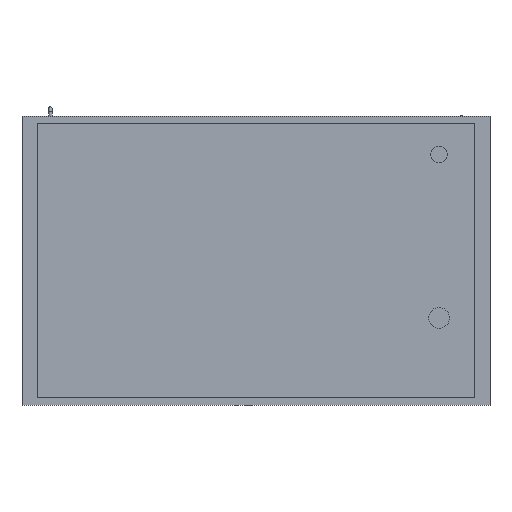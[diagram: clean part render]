
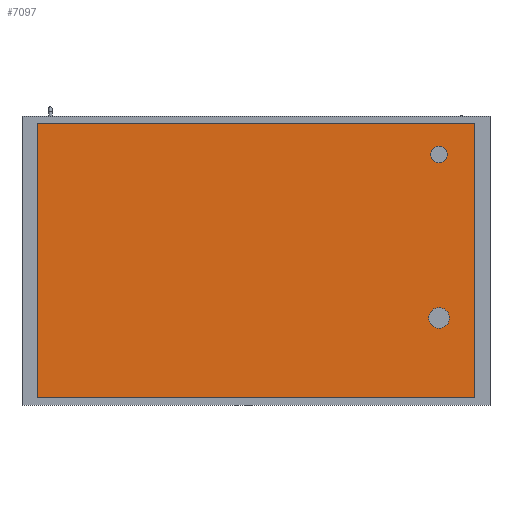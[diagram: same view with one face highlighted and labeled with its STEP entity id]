
A CAD part, front view. The second image highlights one B-rep face of the part: STEP entity #7097.
In plain terms, the highlighted planar face has unit normal (0, -1, 0).
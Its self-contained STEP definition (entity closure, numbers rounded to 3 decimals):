
#59=FACE_BOUND('',#735,.T.);
#60=FACE_BOUND('',#736,.T.);
#77=CIRCLE('',#7576,20.);
#79=CIRCLE('',#7580,25.);
#305=FACE_OUTER_BOUND('',#734,.T.);
#734=EDGE_LOOP('',(#4743,#4744,#4745,#4746));
#735=EDGE_LOOP('',(#4747));
#736=EDGE_LOOP('',(#4748));
#1187=LINE('',#10179,#2091);
#1190=LINE('',#10185,#2094);
#1193=LINE('',#10191,#2097);
#1196=LINE('',#10195,#2100);
#2091=VECTOR('',#8182,10.);
#2094=VECTOR('',#8187,10.);
#2097=VECTOR('',#8192,10.);
#2100=VECTOR('',#8197,10.);
#2976=VERTEX_POINT('',#10136);
#2978=VERTEX_POINT('',#10143);
#2989=VERTEX_POINT('',#10176);
#2990=VERTEX_POINT('',#10178);
#2992=VERTEX_POINT('',#10184);
#2994=VERTEX_POINT('',#10190);
#3659=EDGE_CURVE('',#2976,#2976,#77,.T.);
#3662=EDGE_CURVE('',#2978,#2978,#79,.T.);
#3677=EDGE_CURVE('',#2990,#2989,#1187,.T.);
#3680=EDGE_CURVE('',#2992,#2990,#1190,.T.);
#3683=EDGE_CURVE('',#2994,#2992,#1193,.T.);
#3686=EDGE_CURVE('',#2989,#2994,#1196,.T.);
#4743=ORIENTED_EDGE('',*,*,#3686,.T.);
#4744=ORIENTED_EDGE('',*,*,#3683,.T.);
#4745=ORIENTED_EDGE('',*,*,#3680,.T.);
#4746=ORIENTED_EDGE('',*,*,#3677,.T.);
#4747=ORIENTED_EDGE('',*,*,#3659,.T.);
#4748=ORIENTED_EDGE('',*,*,#3662,.T.);
#6723=PLANE('',#7592);
#7097=ADVANCED_FACE('',(#305,#59,#60),#6723,.T.);
#7576=AXIS2_PLACEMENT_3D('',#10138,#8143,#8144);
#7580=AXIS2_PLACEMENT_3D('',#10145,#8152,#8153);
#7592=AXIS2_PLACEMENT_3D('',#10197,#8200,#8201);
#8143=DIRECTION('center_axis',(0.,1.,0.));
#8144=DIRECTION('ref_axis',(1.,0.,0.));
#8152=DIRECTION('center_axis',(0.,1.,0.));
#8153=DIRECTION('ref_axis',(1.,0.,0.));
#8182=DIRECTION('',(-1.,0.,0.));
#8187=DIRECTION('',(0.,0.,1.));
#8192=DIRECTION('',(1.,0.,0.));
#8197=DIRECTION('',(0.,0.,-1.));
#8200=DIRECTION('center_axis',(0.,-1.,0.));
#8201=DIRECTION('ref_axis',(0.,0.,-1.));
#10136=CARTESIAN_POINT('',(420.,-370.,255.));
#10138=CARTESIAN_POINT('Origin',(440.,-370.,255.));
#10143=CARTESIAN_POINT('',(415.,-370.,-138.));
#10145=CARTESIAN_POINT('Origin',(440.,-370.,-138.));
#10176=CARTESIAN_POINT('',(-525.,-370.,330.));
#10178=CARTESIAN_POINT('',(525.,-370.,330.));
#10179=CARTESIAN_POINT('',(-525.,-370.,330.));
#10184=CARTESIAN_POINT('',(525.,-370.,-330.));
#10185=CARTESIAN_POINT('',(525.,-370.,330.));
#10190=CARTESIAN_POINT('',(-525.,-370.,-330.));
#10191=CARTESIAN_POINT('',(525.,-370.,-330.));
#10195=CARTESIAN_POINT('',(-525.,-370.,-330.));
#10197=CARTESIAN_POINT('Origin',(0.,-370.,0.));
